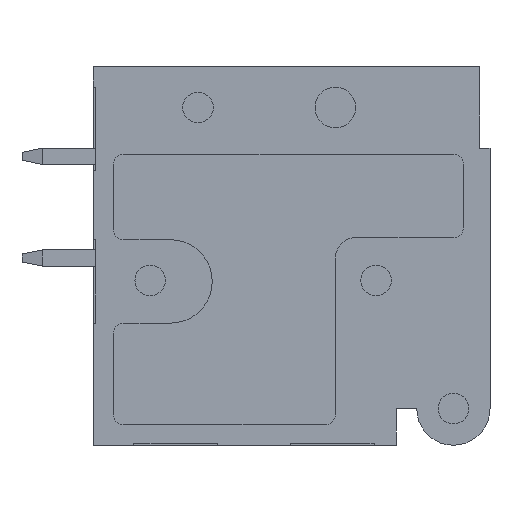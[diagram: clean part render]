
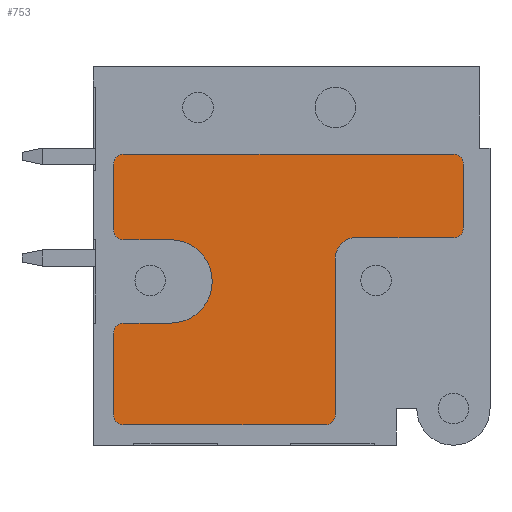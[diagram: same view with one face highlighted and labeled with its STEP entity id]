
A CAD part, left-side view. The second image highlights one B-rep face of the part: STEP entity #753.
In plain terms, the highlighted planar face has unit normal (-1, 0, 0).
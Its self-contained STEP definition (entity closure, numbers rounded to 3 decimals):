
#753 = ADVANCED_FACE( '', ( #1670 ), #1671, .F. );
#1670 = FACE_OUTER_BOUND( '', #2911, .T. );
#1671 = PLANE( '', #2912 );
#2911 = EDGE_LOOP( '', ( #5108, #5109, #5110, #5111, #5112, #5113, #5114, #5115, #5116, #5117, #5118, #5119, #5120, #5121, #5122, #5123, #5124, #5125 ) );
#2912 = AXIS2_PLACEMENT_3D( '', #5126, #5127, #5128 );
#5108 = ORIENTED_EDGE( '', *, *, #7915, .T. );
#5109 = ORIENTED_EDGE( '', *, *, #7916, .T. );
#5110 = ORIENTED_EDGE( '', *, *, #7917, .T. );
#5111 = ORIENTED_EDGE( '', *, *, #7918, .T. );
#5112 = ORIENTED_EDGE( '', *, *, #7767, .T. );
#5113 = ORIENTED_EDGE( '', *, *, #7919, .T. );
#5114 = ORIENTED_EDGE( '', *, *, #7920, .T. );
#5115 = ORIENTED_EDGE( '', *, *, #7921, .T. );
#5116 = ORIENTED_EDGE( '', *, *, #7922, .T. );
#5117 = ORIENTED_EDGE( '', *, *, #7923, .T. );
#5118 = ORIENTED_EDGE( '', *, *, #7809, .T. );
#5119 = ORIENTED_EDGE( '', *, *, #7924, .T. );
#5120 = ORIENTED_EDGE( '', *, *, #7879, .T. );
#5121 = ORIENTED_EDGE( '', *, *, #7925, .T. );
#5122 = ORIENTED_EDGE( '', *, *, #7556, .T. );
#5123 = ORIENTED_EDGE( '', *, *, #7604, .T. );
#5124 = ORIENTED_EDGE( '', *, *, #7926, .T. );
#5125 = ORIENTED_EDGE( '', *, *, #7927, .T. );
#5126 = CARTESIAN_POINT( '', ( -2.3, 5.7, -0.15 ) );
#5127 = DIRECTION( '', ( 1., 0., 0. ) );
#5128 = DIRECTION( '', ( 0., 0., -1. ) );
#7556 = EDGE_CURVE( '', #8979, #8977, #8980, .T. );
#7604 = EDGE_CURVE( '', #8977, #9063, #9064, .F. );
#7767 = EDGE_CURVE( '', #9336, #9334, #9337, .T. );
#7809 = EDGE_CURVE( '', #9402, #9403, #9404, .T. );
#7879 = EDGE_CURVE( '', #9512, #9510, #9513, .T. );
#7915 = EDGE_CURVE( '', #9566, #9567, #9568, .T. );
#7916 = EDGE_CURVE( '', #9567, #9569, #9570, .F. );
#7917 = EDGE_CURVE( '', #9569, #9571, #9572, .T. );
#7918 = EDGE_CURVE( '', #9571, #9336, #9573, .T. );
#7919 = EDGE_CURVE( '', #9334, #9574, #9575, .F. );
#7920 = EDGE_CURVE( '', #9574, #9576, #9577, .T. );
#7921 = EDGE_CURVE( '', #9576, #9578, #9579, .F. );
#7922 = EDGE_CURVE( '', #9578, #9580, #9581, .T. );
#7923 = EDGE_CURVE( '', #9580, #9402, #9582, .F. );
#7924 = EDGE_CURVE( '', #9403, #9512, #9583, .T. );
#7925 = EDGE_CURVE( '', #9510, #8979, #9584, .F. );
#7926 = EDGE_CURVE( '', #9063, #9585, #9586, .T. );
#7927 = EDGE_CURVE( '', #9585, #9566, #9587, .F. );
#8977 = VERTEX_POINT( '', #11006 );
#8979 = VERTEX_POINT( '', #11009 );
#8980 = LINE( '', #11010, #11011 );
#9063 = VERTEX_POINT( '', #11137 );
#9064 = CIRCLE( '', #11138, 0.5 );
#9334 = VERTEX_POINT( '', #11540 );
#9336 = VERTEX_POINT( '', #11543 );
#9337 = LINE( '', #11544, #11545 );
#9402 = VERTEX_POINT( '', #11633 );
#9403 = VERTEX_POINT( '', #11634 );
#9404 = LINE( '', #11635, #11636 );
#9510 = VERTEX_POINT( '', #11810 );
#9512 = VERTEX_POINT( '', #11813 );
#9513 = LINE( '', #11814, #11815 );
#9566 = VERTEX_POINT( '', #11911 );
#9567 = VERTEX_POINT( '', #11912 );
#9568 = LINE( '', #11913, #11914 );
#9569 = VERTEX_POINT( '', #11915 );
#9570 = CIRCLE( '', #11916, 0.5 );
#9571 = VERTEX_POINT( '', #11917 );
#9572 = LINE( '', #11918, #11919 );
#9573 = CIRCLE( '', #11920, 2.05 );
#9574 = VERTEX_POINT( '', #11921 );
#9575 = CIRCLE( '', #11922, 0.5 );
#9576 = VERTEX_POINT( '', #11923 );
#9577 = LINE( '', #11924, #11925 );
#9578 = VERTEX_POINT( '', #11926 );
#9579 = CIRCLE( '', #11927, 0.5 );
#9580 = VERTEX_POINT( '', #11928 );
#9581 = LINE( '', #11929, #11930 );
#9582 = CIRCLE( '', #11931, 0.5 );
#9583 = CIRCLE( '', #11932, 1. );
#9584 = CIRCLE( '', #11933, 0.5 );
#9585 = VERTEX_POINT( '', #11934 );
#9586 = LINE( '', #11935, #11936 );
#9587 = CIRCLE( '', #11937, 0.5 );
#11006 = CARTESIAN_POINT( '', ( -2.3, -8.7, 5.6 ) );
#11009 = CARTESIAN_POINT( '', ( -2.3, -8.7, 2.5 ) );
#11010 = CARTESIAN_POINT( '', ( -2.3, -8.7, 2. ) );
#11011 = VECTOR( '', #13595, 1000. );
#11137 = CARTESIAN_POINT( '', ( -2.3, -8.2, 6.1 ) );
#11138 = AXIS2_PLACEMENT_3D( '', #13648, #13649, #13650 );
#11540 = CARTESIAN_POINT( '', ( -2.3, 8., -2.2 ) );
#11543 = CARTESIAN_POINT( '', ( -2.3, 5.7, -2.2 ) );
#11544 = CARTESIAN_POINT( '', ( -2.3, 8.5, -2.2 ) );
#11545 = VECTOR( '', #13812, 1000. );
#11633 = CARTESIAN_POINT( '', ( -2.3, -2.4, -6.7 ) );
#11634 = CARTESIAN_POINT( '', ( -2.3, -2.4, 1. ) );
#11635 = CARTESIAN_POINT( '', ( -2.3, -2.4, -7.2 ) );
#11636 = VECTOR( '', #13857, 1000. );
#11810 = CARTESIAN_POINT( '', ( -2.3, -8.2, 2. ) );
#11813 = CARTESIAN_POINT( '', ( -2.3, -3.4, 2. ) );
#11814 = CARTESIAN_POINT( '', ( -2.3, -2.4, 2. ) );
#11815 = VECTOR( '', #13936, 1000. );
#11911 = CARTESIAN_POINT( '', ( -2.3, 8.5, 5.6 ) );
#11912 = CARTESIAN_POINT( '', ( -2.3, 8.5, 2.4 ) );
#11913 = CARTESIAN_POINT( '', ( -2.3, 8.5, 6.1 ) );
#11914 = VECTOR( '', #13973, 1000. );
#11915 = CARTESIAN_POINT( '', ( -2.3, 8., 1.9 ) );
#11916 = AXIS2_PLACEMENT_3D( '', #13974, #13975, #13976 );
#11917 = CARTESIAN_POINT( '', ( -2.3, 5.7, 1.9 ) );
#11918 = CARTESIAN_POINT( '', ( -2.3, 8.5, 1.9 ) );
#11919 = VECTOR( '', #13977, 1000. );
#11920 = AXIS2_PLACEMENT_3D( '', #13978, #13979, #13980 );
#11921 = CARTESIAN_POINT( '', ( -2.3, 8.5, -2.7 ) );
#11922 = AXIS2_PLACEMENT_3D( '', #13981, #13982, #13983 );
#11923 = CARTESIAN_POINT( '', ( -2.3, 8.5, -6.7 ) );
#11924 = CARTESIAN_POINT( '', ( -2.3, 8.5, -2.2 ) );
#11925 = VECTOR( '', #13984, 1000. );
#11926 = CARTESIAN_POINT( '', ( -2.3, 8., -7.2 ) );
#11927 = AXIS2_PLACEMENT_3D( '', #13985, #13986, #13987 );
#11928 = CARTESIAN_POINT( '', ( -2.3, -1.9, -7.2 ) );
#11929 = CARTESIAN_POINT( '', ( -2.3, 8.5, -7.2 ) );
#11930 = VECTOR( '', #13988, 1000. );
#11931 = AXIS2_PLACEMENT_3D( '', #13989, #13990, #13991 );
#11932 = AXIS2_PLACEMENT_3D( '', #13992, #13993, #13994 );
#11933 = AXIS2_PLACEMENT_3D( '', #13995, #13996, #13997 );
#11934 = CARTESIAN_POINT( '', ( -2.3, 8., 6.1 ) );
#11935 = CARTESIAN_POINT( '', ( -2.3, -8.7, 6.1 ) );
#11936 = VECTOR( '', #13998, 1000. );
#11937 = AXIS2_PLACEMENT_3D( '', #13999, #14000, #14001 );
#13595 = DIRECTION( '', ( 0., 0., 1. ) );
#13648 = CARTESIAN_POINT( '', ( -2.3, -8.2, 5.6 ) );
#13649 = DIRECTION( '', ( 1., 0., 0. ) );
#13650 = DIRECTION( '', ( 0., 0., -1. ) );
#13812 = DIRECTION( '', ( 0., 1., 0. ) );
#13857 = DIRECTION( '', ( 0., 0., 1. ) );
#13936 = DIRECTION( '', ( 0., -1., 0. ) );
#13973 = DIRECTION( '', ( 0., 0., -1. ) );
#13974 = CARTESIAN_POINT( '', ( -2.3, 8., 2.4 ) );
#13975 = DIRECTION( '', ( 1., 0., 0. ) );
#13976 = DIRECTION( '', ( 0., 0., -1. ) );
#13977 = DIRECTION( '', ( 0., -1., 0. ) );
#13978 = CARTESIAN_POINT( '', ( -2.3, 5.7, -0.15 ) );
#13979 = DIRECTION( '', ( 1., 0., 0. ) );
#13980 = DIRECTION( '', ( 0., 1., 0. ) );
#13981 = CARTESIAN_POINT( '', ( -2.3, 8., -2.7 ) );
#13982 = DIRECTION( '', ( 1., 0., 0. ) );
#13983 = DIRECTION( '', ( 0., 0., -1. ) );
#13984 = DIRECTION( '', ( 0., 0., -1. ) );
#13985 = CARTESIAN_POINT( '', ( -2.3, 8., -6.7 ) );
#13986 = DIRECTION( '', ( 1., 0., 0. ) );
#13987 = DIRECTION( '', ( 0., 0., -1. ) );
#13988 = DIRECTION( '', ( 0., -1., 0. ) );
#13989 = CARTESIAN_POINT( '', ( -2.3, -1.9, -6.7 ) );
#13990 = DIRECTION( '', ( 1., 0., 0. ) );
#13991 = DIRECTION( '', ( 0., 0., -1. ) );
#13992 = CARTESIAN_POINT( '', ( -2.3, -3.4, 1. ) );
#13993 = DIRECTION( '', ( 1., 0., 0. ) );
#13994 = DIRECTION( '', ( 0., 0., -1. ) );
#13995 = CARTESIAN_POINT( '', ( -2.3, -8.2, 2.5 ) );
#13996 = DIRECTION( '', ( 1., 0., 0. ) );
#13997 = DIRECTION( '', ( 0., 0., -1. ) );
#13998 = DIRECTION( '', ( 0., 1., 0. ) );
#13999 = CARTESIAN_POINT( '', ( -2.3, 8., 5.6 ) );
#14000 = DIRECTION( '', ( 1., 0., 0. ) );
#14001 = DIRECTION( '', ( 0., 0., -1. ) );
